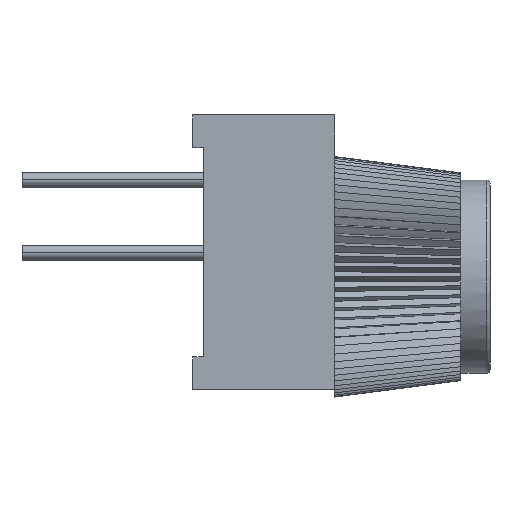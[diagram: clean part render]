
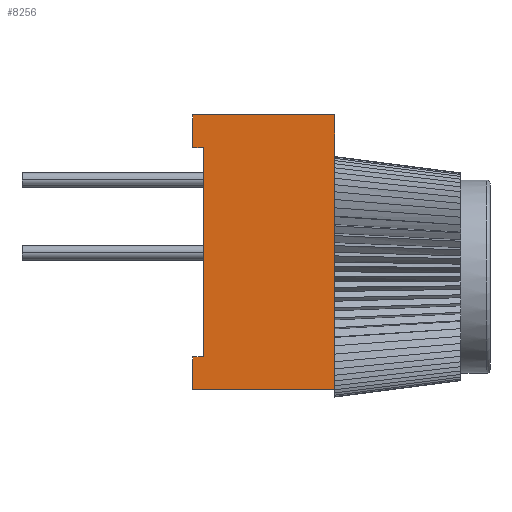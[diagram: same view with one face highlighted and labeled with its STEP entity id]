
A CAD part, left-side view. The second image highlights one B-rep face of the part: STEP entity #8256.
In plain terms, the highlighted face is planar.
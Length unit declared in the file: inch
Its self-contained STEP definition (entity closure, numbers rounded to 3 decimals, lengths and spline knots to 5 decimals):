
#1945=DIRECTION('',(1.,0.,0.));
#1946=VECTOR('',#1945,0.287);
#1947=CARTESIAN_POINT('',(0.045,0.,0.18));
#1948=LINE('',#1947,#1946);
#1949=DIRECTION('',(1.,0.,0.));
#1950=VECTOR('',#1949,0.045);
#1951=CARTESIAN_POINT('',(0.332,0.,0.195));
#1952=LINE('',#1951,#1950);
#1953=DIRECTION('',(0.,0.,-1.));
#1954=VECTOR('',#1953,0.195);
#1955=CARTESIAN_POINT('',(0.377,0.,0.195));
#1956=LINE('',#1955,#1954);
#1957=DIRECTION('',(-1.,0.,0.));
#1958=VECTOR('',#1957,0.377);
#1959=CARTESIAN_POINT('',(0.377,0.,0.));
#1960=LINE('',#1959,#1958);
#1961=DIRECTION('',(0.,0.,1.));
#1962=VECTOR('',#1961,0.195);
#1963=CARTESIAN_POINT('',(0.,0.,0.));
#1964=LINE('',#1963,#1962);
#1965=DIRECTION('',(1.,0.,0.));
#1966=VECTOR('',#1965,0.045);
#1967=CARTESIAN_POINT('',(0.,0.,0.195));
#1968=LINE('',#1967,#1966);
#1969=DIRECTION('',(0.,0.,-1.));
#1970=VECTOR('',#1969,0.015);
#1971=CARTESIAN_POINT('',(0.045,0.,0.195));
#1972=LINE('',#1971,#1970);
#1977=DIRECTION('',(0.,0.,-1.));
#1978=VECTOR('',#1977,0.015);
#1979=CARTESIAN_POINT('',(0.332,0.,0.195));
#1980=LINE('',#1979,#1978);
#3895=CARTESIAN_POINT('',(0.377,0.,0.));
#3896=CARTESIAN_POINT('',(0.,0.,0.));
#3897=VERTEX_POINT('',#3895);
#3898=VERTEX_POINT('',#3896);
#4077=CARTESIAN_POINT('',(0.332,0.,0.18));
#4078=VERTEX_POINT('',#4077);
#4080=CARTESIAN_POINT('',(0.045,0.,0.18));
#4082=VERTEX_POINT('',#4080);
#4237=CARTESIAN_POINT('',(0.045,0.,0.195));
#4238=VERTEX_POINT('',#4237);
#4239=CARTESIAN_POINT('',(0.,0.,0.195));
#4240=VERTEX_POINT('',#4239);
#4242=CARTESIAN_POINT('',(0.332,0.,0.195));
#4244=VERTEX_POINT('',#4242);
#4247=CARTESIAN_POINT('',(0.377,0.,0.195));
#4248=VERTEX_POINT('',#4247);
#8238=CARTESIAN_POINT('',(0.1885,0.,0.0975));
#8239=DIRECTION('',(0.,1.,0.));
#8240=DIRECTION('',(1.,0.,0.));
#8241=AXIS2_PLACEMENT_3D('',#8238,#8239,#8240);
#8242=PLANE('',#8241);
#8243=ORIENTED_EDGE('',*,*,#7167,.T.);
#8245=ORIENTED_EDGE('',*,*,#8244,.F.);
#8247=ORIENTED_EDGE('',*,*,#8246,.T.);
#8249=ORIENTED_EDGE('',*,*,#8248,.T.);
#8250=ORIENTED_EDGE('',*,*,#5039,.T.);
#8251=ORIENTED_EDGE('',*,*,#7550,.T.);
#8252=ORIENTED_EDGE('',*,*,#8219,.T.);
#8253=ORIENTED_EDGE('',*,*,#8233,.T.);
#8254=EDGE_LOOP('',(#8243,#8245,#8247,#8249,#8250,#8251,#8252,#8253));
#8255=FACE_OUTER_BOUND('',#8254,.F.);
#8256=ADVANCED_FACE('',(#8255),#8242,.F.);
#5039=EDGE_CURVE('',#3897,#3898,#1960,.T.);
#7167=EDGE_CURVE('',#4082,#4078,#1948,.T.);
#7550=EDGE_CURVE('',#3898,#4240,#1964,.T.);
#8219=EDGE_CURVE('',#4240,#4238,#1968,.T.);
#8233=EDGE_CURVE('',#4238,#4082,#1972,.T.);
#8244=EDGE_CURVE('',#4244,#4078,#1980,.T.);
#8246=EDGE_CURVE('',#4244,#4248,#1952,.T.);
#8248=EDGE_CURVE('',#4248,#3897,#1956,.T.);
